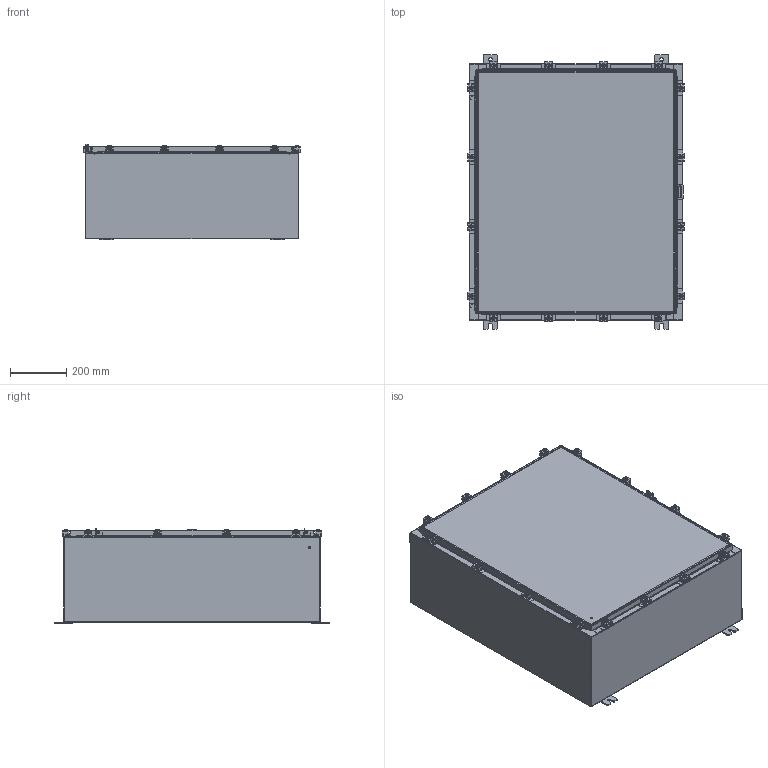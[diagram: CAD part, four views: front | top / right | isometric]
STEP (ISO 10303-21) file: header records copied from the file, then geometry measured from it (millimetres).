
FILE_DESCRIPTION (( 'STEP AP203' ), '1' );
FILE_NAME ('EX36H3012SSWP.STEP', '2015-04-06T18:13:05', ( 'changeme' ), ( 'Microsoft' ), 'SwSTEP 2.0', 'SolidWorks 2014', '' );
FILE_SCHEMA (( 'CONFIG_CONTROL_DESIGN' ));
Length unit declared in the file: inch
Products named in the file (25): EX36H3012SSWP Standard Clamps; EX36H3012SSWP Padlock Staple; Special Clamp Assembly; EX36H3012SSWP Cover; EX36H3012SSWP Padlock Hasp; EX36H3012SSWP Special Clamp; EX36H3012SSWP Body; EX36H3012SSWP Enclosure Stiffener; ATEX CLAMP HINGE BRAKET; EX36H3012SSWP Bottom; EX36H3012SSWP Clamp Bracket; HW-CLN-NH-20330; EX36H3012SSWP Top; 22101002_RTP29; EX36H3012SSWP; 30X10 Clamp Bracket2; 22104005_DEFAULT_RTP30; EX36H3012SSWP Backpanel; N-WMT04X30402202210-00 22101002; Clamp Top_RTP31; EX36H3012SSWP Mounting Studs; N-WMT04X30402202210-00 22104005_DEFAULT; EX36H3012SSWP Clamp Assembly; Quarter-20 CD Stud; N-WMT04X30402202210-00 Clamp Top
Assembly tree (51 placements, depth 4):
  EX36H3012SSWP
    EX36H3012SSWP Backpanel
    EX36H3012SSWP Mounting Studs  x6
    Quarter-20 CD Stud  x2
    EX36H3012SSWP Padlock Staple
    EX36H3012SSWP Padlock Hasp
    EX36H3012SSWP Enclosure Stiffener
    EX36H3012SSWP Standard Clamps  x15
      EX36H3012SSWP Clamp Bracket
      EX36H3012SSWP Clamp Assembly
        22101002_RTP29  x2
        22104005_DEFAULT_RTP30
        Clamp Top_RTP31
    EX36H3012SSWP Cover
    EX36H3012SSWP Body
    EX36H3012SSWP Bottom
    EX36H3012SSWP Top
    EX36H3012SSWP Special Clamp  x2
      30X10 Clamp Bracket2
      Special Clamp Assembly
        N-WMT04X30402202210-00 22101002  x2
        N-WMT04X30402202210-00 22104005_DEFAULT
        N-WMT04X30402202210-00 Clamp Top
    ATEX CLAMP HINGE BRAKET  x2
    HW-CLN-NH-20330  x4
Bounding box: 772.7 x 977.9 x 341.7 mm (x, y, z)
Volume: 6900811.2 mm3; surface area: 6778568 mm2
Topology: 109 solids, 109 shells, 2711 faces, 6717 edges, 4276 vertices
Faces by surface type: plane 1431, cylinder 1060, cone 122, torus 86, bspline 12
Entity records: 24406 total; most frequent: CARTESIAN_POINT 4235, DIRECTION 3619, ORIENTED_EDGE 3370, EDGE_CURVE 1685, AXIS2_PLACEMENT_3D 1250, VECTOR 1119, LINE 1119, VERTEX_POINT 1022
